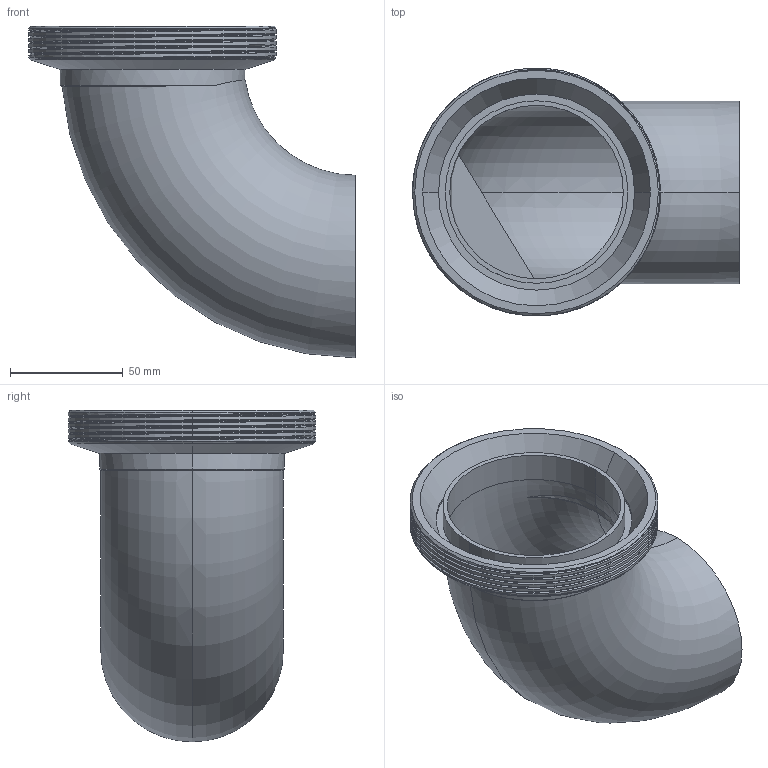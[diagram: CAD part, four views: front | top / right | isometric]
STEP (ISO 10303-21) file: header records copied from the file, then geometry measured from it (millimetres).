
FILE_DESCRIPTION (( 'STEP AP203' ), '1' );
FILE_NAME ('3D_M-3004_80_174784295.STEP', '2024-09-10T05:34:02', ( '' ), ( '' ), 'SwSTEP 2.0', 'SolidWorks 2024', '' );
FILE_SCHEMA (( 'CONFIG_CONTROL_DESIGN' ));
Length unit declared in the file: millimetre
Products named in the file (1): 3D_M-3004_80_174784295
Bounding box: 145 x 109.9 x 147.16 mm (x, y, z)
Volume: 128909.2 mm3; surface area: 93121.8 mm2
Topology: 1 solids, 1 shells, 45 faces, 111 edges, 70 vertices
Faces by surface type: cylinder 22, cone 9, plane 7, torus 4, bspline 3
Entity records: 2884 total; most frequent: CARTESIAN_POINT 1831, ORIENTED_EDGE 222, DIRECTION 190, EDGE_CURVE 111, AXIS2_PLACEMENT_3D 81, VERTEX_POINT 70, EDGE_LOOP 49, ADVANCED_FACE 45
